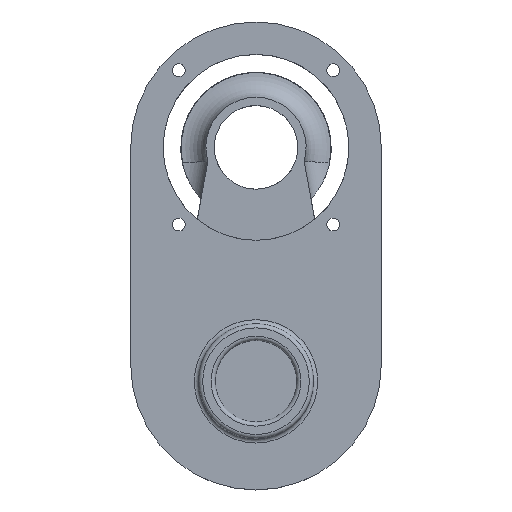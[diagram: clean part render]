
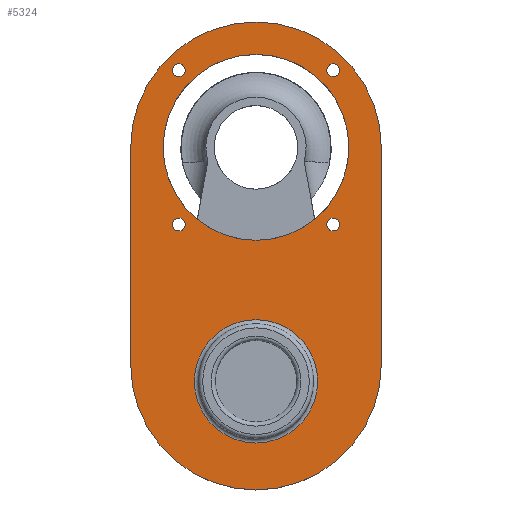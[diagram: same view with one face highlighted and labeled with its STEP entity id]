
A CAD part, top view. The second image highlights one B-rep face of the part: STEP entity #5324.
In plain terms, the highlighted planar face has unit normal (0, 0, 1).
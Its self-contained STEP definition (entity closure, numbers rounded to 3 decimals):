
#71=CIRCLE('',#5488,23.438);
#74=CIRCLE('',#5493,47.625);
#75=CIRCLE('',#5494,47.625);
#76=CIRCLE('',#5495,35.306);
#77=CIRCLE('',#5496,2.413);
#78=CIRCLE('',#5497,2.413);
#79=CIRCLE('',#5498,2.413);
#80=CIRCLE('',#5499,2.413);
#140=FACE_BOUND('',#1214,.T.);
#141=FACE_BOUND('',#1215,.T.);
#142=FACE_BOUND('',#1216,.T.);
#143=FACE_BOUND('',#1217,.T.);
#144=FACE_BOUND('',#1218,.T.);
#145=FACE_BOUND('',#1219,.T.);
#899=FACE_OUTER_BOUND('',#1213,.T.);
#1213=EDGE_LOOP('',(#4742,#4743,#4744,#4745));
#1214=EDGE_LOOP('',(#4746));
#1215=EDGE_LOOP('',(#4747));
#1216=EDGE_LOOP('',(#4748));
#1217=EDGE_LOOP('',(#4749));
#1218=EDGE_LOOP('',(#4750));
#1219=EDGE_LOOP('',(#4751));
#1624=LINE('',#10507,#2017);
#1625=LINE('',#10510,#2018);
#2017=VECTOR('',#6139,10.);
#2018=VECTOR('',#6142,10.);
#2525=VERTEX_POINT('',#10493);
#2528=VERTEX_POINT('',#10503);
#2529=VERTEX_POINT('',#10504);
#2530=VERTEX_POINT('',#10506);
#2531=VERTEX_POINT('',#10508);
#2532=VERTEX_POINT('',#10511);
#2533=VERTEX_POINT('',#10513);
#2534=VERTEX_POINT('',#10515);
#2535=VERTEX_POINT('',#10517);
#2536=VERTEX_POINT('',#10519);
#3275=EDGE_CURVE('',#2525,#2525,#71,.T.);
#3279=EDGE_CURVE('',#2528,#2529,#74,.T.);
#3280=EDGE_CURVE('',#2528,#2530,#1624,.T.);
#3281=EDGE_CURVE('',#2531,#2530,#75,.T.);
#3282=EDGE_CURVE('',#2531,#2529,#1625,.T.);
#3283=EDGE_CURVE('',#2532,#2532,#76,.T.);
#3284=EDGE_CURVE('',#2533,#2533,#77,.T.);
#3285=EDGE_CURVE('',#2534,#2534,#78,.T.);
#3286=EDGE_CURVE('',#2535,#2535,#79,.T.);
#3287=EDGE_CURVE('',#2536,#2536,#80,.T.);
#4742=ORIENTED_EDGE('',*,*,#3279,.F.);
#4743=ORIENTED_EDGE('',*,*,#3280,.T.);
#4744=ORIENTED_EDGE('',*,*,#3281,.F.);
#4745=ORIENTED_EDGE('',*,*,#3282,.T.);
#4746=ORIENTED_EDGE('',*,*,#3283,.T.);
#4747=ORIENTED_EDGE('',*,*,#3284,.T.);
#4748=ORIENTED_EDGE('',*,*,#3285,.T.);
#4749=ORIENTED_EDGE('',*,*,#3286,.T.);
#4750=ORIENTED_EDGE('',*,*,#3287,.T.);
#4751=ORIENTED_EDGE('',*,*,#3275,.F.);
#5070=PLANE('',#5492);
#5324=ADVANCED_FACE('',(#899,#140,#141,#142,#143,#144,#145),#5070,.T.);
#5488=AXIS2_PLACEMENT_3D('',#10495,#6126,#6127);
#5492=AXIS2_PLACEMENT_3D('',#10502,#6135,#6136);
#5493=AXIS2_PLACEMENT_3D('',#10505,#6137,#6138);
#5494=AXIS2_PLACEMENT_3D('',#10509,#6140,#6141);
#5495=AXIS2_PLACEMENT_3D('',#10512,#6143,#6144);
#5496=AXIS2_PLACEMENT_3D('',#10514,#6145,#6146);
#5497=AXIS2_PLACEMENT_3D('',#10516,#6147,#6148);
#5498=AXIS2_PLACEMENT_3D('',#10518,#6149,#6150);
#5499=AXIS2_PLACEMENT_3D('',#10520,#6151,#6152);
#6126=DIRECTION('center_axis',(0.,0.,1.));
#6127=DIRECTION('ref_axis',(-1.,0.,0.));
#6135=DIRECTION('center_axis',(0.,0.,1.));
#6136=DIRECTION('ref_axis',(1.,0.,0.));
#6137=DIRECTION('center_axis',(0.,0.,-1.));
#6138=DIRECTION('ref_axis',(0.707,-0.707,0.));
#6139=DIRECTION('',(0.,1.,0.));
#6140=DIRECTION('center_axis',(0.,0.,-1.));
#6141=DIRECTION('ref_axis',(-0.707,0.707,0.));
#6142=DIRECTION('',(0.,-1.,0.));
#6143=DIRECTION('center_axis',(0.,0.,-1.));
#6144=DIRECTION('ref_axis',(1.,0.,0.));
#6145=DIRECTION('center_axis',(0.,0.,-1.));
#6146=DIRECTION('ref_axis',(1.,0.,0.));
#6147=DIRECTION('center_axis',(0.,0.,-1.));
#6148=DIRECTION('ref_axis',(1.,0.,0.));
#6149=DIRECTION('center_axis',(0.,0.,-1.));
#6150=DIRECTION('ref_axis',(1.,0.,0.));
#6151=DIRECTION('center_axis',(0.,0.,-1.));
#6152=DIRECTION('ref_axis',(1.,0.,0.));
#10493=CARTESIAN_POINT('',(71.063,41.275,9.525));
#10495=CARTESIAN_POINT('Origin',(47.625,41.275,9.525));
#10502=CARTESIAN_POINT('Origin',(47.625,88.9,9.525));
#10503=CARTESIAN_POINT('',(95.25,47.625,9.525));
#10504=CARTESIAN_POINT('',(0.,47.625,9.525));
#10505=CARTESIAN_POINT('Origin',(47.625,47.625,9.525));
#10506=CARTESIAN_POINT('',(95.25,130.175,9.525));
#10507=CARTESIAN_POINT('',(95.25,0.,9.525));
#10508=CARTESIAN_POINT('',(0.,130.175,9.525));
#10509=CARTESIAN_POINT('Origin',(47.625,130.175,9.525));
#10510=CARTESIAN_POINT('',(0.,177.8,9.525));
#10511=CARTESIAN_POINT('',(12.319,130.175,9.525));
#10512=CARTESIAN_POINT('Origin',(47.625,130.175,9.525));
#10513=CARTESIAN_POINT('',(74.533,100.854,9.525));
#10514=CARTESIAN_POINT('Origin',(76.946,100.854,9.525));
#10515=CARTESIAN_POINT('',(74.533,159.496,9.525));
#10516=CARTESIAN_POINT('Origin',(76.946,159.496,9.525));
#10517=CARTESIAN_POINT('',(15.891,100.854,9.525));
#10518=CARTESIAN_POINT('Origin',(18.304,100.854,9.525));
#10519=CARTESIAN_POINT('',(15.891,159.496,9.525));
#10520=CARTESIAN_POINT('Origin',(18.304,159.496,9.525));
